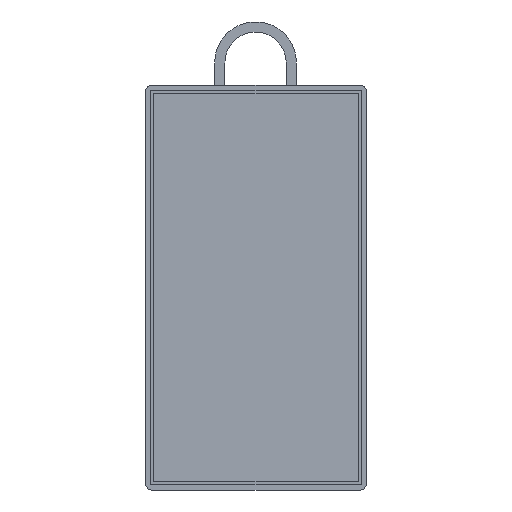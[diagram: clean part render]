
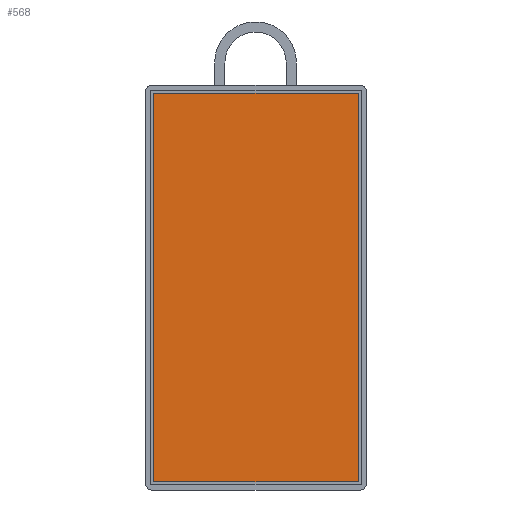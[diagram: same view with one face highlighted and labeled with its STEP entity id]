
A CAD part, front view. The second image highlights one B-rep face of the part: STEP entity #568.
In plain terms, the highlighted planar face has unit normal (0, -1, 0).
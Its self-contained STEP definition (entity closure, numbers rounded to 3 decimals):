
#46=FACE_OUTER_BOUND('',#76,.T.);
#76=EDGE_LOOP('',(#419,#420,#421,#422));
#126=LINE('',#854,#195);
#127=LINE('',#856,#196);
#128=LINE('',#858,#197);
#129=LINE('',#859,#198);
#195=VECTOR('',#691,10.);
#196=VECTOR('',#692,10.);
#197=VECTOR('',#693,10.);
#198=VECTOR('',#694,10.);
#259=VERTEX_POINT('',#852);
#260=VERTEX_POINT('',#853);
#261=VERTEX_POINT('',#855);
#262=VERTEX_POINT('',#857);
#322=EDGE_CURVE('',#259,#260,#126,.T.);
#323=EDGE_CURVE('',#261,#259,#127,.T.);
#324=EDGE_CURVE('',#262,#261,#128,.T.);
#325=EDGE_CURVE('',#260,#262,#129,.T.);
#419=ORIENTED_EDGE('',*,*,#322,.F.);
#420=ORIENTED_EDGE('',*,*,#323,.F.);
#421=ORIENTED_EDGE('',*,*,#324,.F.);
#422=ORIENTED_EDGE('',*,*,#325,.F.);
#542=PLANE('',#604);
#568=ADVANCED_FACE('',(#46),#542,.T.);
#604=AXIS2_PLACEMENT_3D('',#851,#689,#690);
#689=DIRECTION('center_axis',(0.,-1.,0.));
#690=DIRECTION('ref_axis',(0.,0.,-1.));
#691=DIRECTION('',(1.,0.,0.));
#692=DIRECTION('',(0.,0.,1.));
#693=DIRECTION('',(-1.,0.,0.));
#694=DIRECTION('',(0.,0.,-1.));
#851=CARTESIAN_POINT('Origin',(27.,33.,49.5));
#852=CARTESIAN_POINT('',(2.,33.,97.));
#853=CARTESIAN_POINT('',(52.,33.,97.));
#854=CARTESIAN_POINT('',(14.5,33.,97.));
#855=CARTESIAN_POINT('',(2.,33.,2.));
#856=CARTESIAN_POINT('',(2.,33.,25.75));
#857=CARTESIAN_POINT('',(52.,33.,2.));
#858=CARTESIAN_POINT('',(39.5,33.,2.));
#859=CARTESIAN_POINT('',(52.,33.,73.25));
